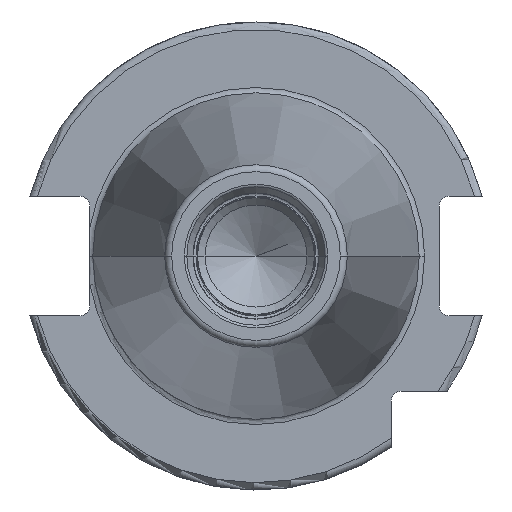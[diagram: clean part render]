
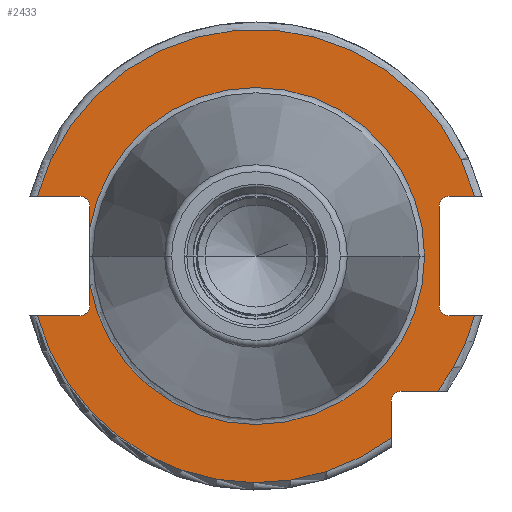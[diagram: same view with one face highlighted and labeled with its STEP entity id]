
A CAD part, left-side view. The second image highlights one B-rep face of the part: STEP entity #2433.
In plain terms, the highlighted planar face has unit normal (-1, 0, 0).
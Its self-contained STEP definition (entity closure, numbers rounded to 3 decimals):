
#105=CARTESIAN_POINT('',(3.2,22.55,-3.842));
#117=CARTESIAN_POINT('',(3.2,0.,0.));
#118=DIRECTION('',(-1.,0.,0.));
#119=DIRECTION('',(0.,0.986,-0.168));
#120=AXIS2_PLACEMENT_3D('',#117,#118,#119);
#135=CARTESIAN_POINT('',(3.2,23.9,-6.75));
#136=DIRECTION('',(1.,0.,0.));
#137=DIRECTION('',(0.,-1.,0.));
#138=AXIS2_PLACEMENT_3D('',#135,#136,#137);
#221=CARTESIAN_POINT('',(3.2,23.9,6.75));
#222=DIRECTION('',(1.,0.,0.));
#223=DIRECTION('',(0.,0.,1.));
#224=AXIS2_PLACEMENT_3D('',#221,#222,#223);
#266=CARTESIAN_POINT('',(3.2,-26.2,6.75));
#267=DIRECTION('',(1.,0.,0.));
#268=DIRECTION('',(0.,1.,0.));
#269=AXIS2_PLACEMENT_3D('',#266,#267,#268);
#284=CARTESIAN_POINT('',(3.2,-26.2,-6.75));
#285=DIRECTION('',(1.,0.,0.));
#286=DIRECTION('',(0.,0.,-1.));
#287=AXIS2_PLACEMENT_3D('',#284,#285,#286);
#351=DIRECTION('',(0.,0.,-1.));
#352=VECTOR('',#351,2.908);
#353=CARTESIAN_POINT('',(3.2,22.55,6.75));
#354=LINE('',#353,#352);
#355=DIRECTION('',(0.,-1.,0.));
#356=VECTOR('',#355,5.777);
#357=CARTESIAN_POINT('',(3.2,29.677,8.1));
#358=LINE('',#357,#356);
#359=CARTESIAN_POINT('',(3.2,0.,0.));
#360=DIRECTION('',(1.,0.,0.));
#361=DIRECTION('',(0.,0.965,0.263));
#362=AXIS2_PLACEMENT_3D('',#359,#360,#361);
#364=DIRECTION('',(0.,1.,0.));
#365=VECTOR('',#364,3.477);
#366=CARTESIAN_POINT('',(3.2,-29.677,8.1));
#367=LINE('',#366,#365);
#368=DIRECTION('',(0.,0.,1.));
#369=VECTOR('',#368,13.5);
#370=CARTESIAN_POINT('',(3.2,-24.85,-6.75));
#371=LINE('',#370,#369);
#372=DIRECTION('',(0.,1.,0.));
#373=VECTOR('',#372,3.477);
#374=CARTESIAN_POINT('',(3.2,-29.677,-8.1));
#375=LINE('',#374,#373);
#376=CARTESIAN_POINT('',(3.2,0.,0.));
#377=DIRECTION('',(-1.,0.,0.));
#378=DIRECTION('',(0.,-0.803,-0.597));
#379=AXIS2_PLACEMENT_3D('',#376,#377,#378);
#381=DIRECTION('',(0.,-1.,0.));
#382=VECTOR('',#381,4.99);
#383=CARTESIAN_POINT('',(3.2,-19.7,-18.35));
#384=LINE('',#383,#382);
#385=DIRECTION('',(0.,0.,1.));
#386=VECTOR('',#385,4.99);
#387=CARTESIAN_POINT('',(3.2,-18.35,-24.69));
#388=LINE('',#387,#386);
#389=CARTESIAN_POINT('',(3.2,0.,0.));
#390=DIRECTION('',(-1.,0.,0.));
#391=DIRECTION('',(0.,0.965,-0.263));
#392=AXIS2_PLACEMENT_3D('',#389,#390,#391);
#394=DIRECTION('',(0.,-1.,0.));
#395=VECTOR('',#394,5.777);
#396=CARTESIAN_POINT('',(3.2,29.677,-8.1));
#397=LINE('',#396,#395);
#398=DIRECTION('',(0.,0.,-1.));
#399=VECTOR('',#398,2.908);
#400=CARTESIAN_POINT('',(3.2,22.55,-3.842));
#401=LINE('',#400,#399);
#411=CARTESIAN_POINT('',(3.2,29.677,8.1));
#418=CARTESIAN_POINT('',(3.2,-29.677,8.1));
#838=CARTESIAN_POINT('',(3.2,29.677,-8.1));
#874=CARTESIAN_POINT('',(3.2,-29.677,-8.1));
#901=CARTESIAN_POINT('',(3.2,-19.7,-19.7));
#902=DIRECTION('',(1.,0.,0.));
#903=DIRECTION('',(0.,1.,0.));
#904=AXIS2_PLACEMENT_3D('',#901,#902,#903);
#972=CARTESIAN_POINT('',(3.2,22.55,3.842));
#983=CARTESIAN_POINT('',(3.2,0.,0.));
#984=DIRECTION('',(1.,0.,0.));
#985=DIRECTION('',(0.,0.986,0.168));
#986=AXIS2_PLACEMENT_3D('',#983,#984,#985);
#1596=CARTESIAN_POINT('',(3.2,-22.875,0.));
#1598=VERTEX_POINT('',#1596);
#1738=VERTEX_POINT('',#972);
#1740=VERTEX_POINT('',#105);
#1743=VERTEX_POINT('',#411);
#1744=VERTEX_POINT('',#418);
#1747=VERTEX_POINT('',#838);
#1748=VERTEX_POINT('',#874);
#1763=CARTESIAN_POINT('',(3.2,-18.35,-24.69));
#1764=VERTEX_POINT('',#1763);
#1766=CARTESIAN_POINT('',(3.2,23.9,-8.1));
#1768=VERTEX_POINT('',#1766);
#1770=CARTESIAN_POINT('',(3.2,23.9,8.1));
#1772=VERTEX_POINT('',#1770);
#1774=CARTESIAN_POINT('',(3.2,-24.85,-6.75));
#1776=VERTEX_POINT('',#1774);
#1778=CARTESIAN_POINT('',(3.2,-26.2,-8.1));
#1780=VERTEX_POINT('',#1778);
#1782=CARTESIAN_POINT('',(3.2,-26.2,8.1));
#1784=VERTEX_POINT('',#1782);
#1786=CARTESIAN_POINT('',(3.2,-24.85,6.75));
#1788=VERTEX_POINT('',#1786);
#1795=CARTESIAN_POINT('',(3.2,22.55,6.75));
#1796=VERTEX_POINT('',#1795);
#1797=CARTESIAN_POINT('',(3.2,22.55,-6.75));
#1798=VERTEX_POINT('',#1797);
#1799=CARTESIAN_POINT('',(3.2,-19.7,-18.35));
#1800=CARTESIAN_POINT('',(3.2,-24.69,-18.35));
#1801=VERTEX_POINT('',#1799);
#1802=VERTEX_POINT('',#1800);
#1803=CARTESIAN_POINT('',(3.2,-18.35,-19.7));
#1804=VERTEX_POINT('',#1803);
#2400=CARTESIAN_POINT('',(3.2,0.,0.));
#2401=DIRECTION('',(1.,0.,0.));
#2402=DIRECTION('',(0.,-1.,0.));
#2403=AXIS2_PLACEMENT_3D('',#2400,#2401,#2402);
#2404=PLANE('',#2403);
#2405=ORIENTED_EDGE('',*,*,#2064,.F.);
#2406=ORIENTED_EDGE('',*,*,#2175,.F.);
#2407=ORIENTED_EDGE('',*,*,#2209,.F.);
#2409=ORIENTED_EDGE('',*,*,#2408,.T.);
#2410=ORIENTED_EDGE('',*,*,#2235,.T.);
#2411=ORIENTED_EDGE('',*,*,#2271,.F.);
#2412=ORIENTED_EDGE('',*,*,#2283,.F.);
#2413=ORIENTED_EDGE('',*,*,#2299,.F.);
#2414=ORIENTED_EDGE('',*,*,#2333,.F.);
#2416=ORIENTED_EDGE('',*,*,#2415,.F.);
#2418=ORIENTED_EDGE('',*,*,#2417,.F.);
#2420=ORIENTED_EDGE('',*,*,#2419,.F.);
#2422=ORIENTED_EDGE('',*,*,#2421,.F.);
#2424=ORIENTED_EDGE('',*,*,#2423,.F.);
#2425=ORIENTED_EDGE('',*,*,#2373,.T.);
#2426=ORIENTED_EDGE('',*,*,#2084,.F.);
#2427=ORIENTED_EDGE('',*,*,#2069,.F.);
#2428=ORIENTED_EDGE('',*,*,#2046,.T.);
#2430=ORIENTED_EDGE('',*,*,#2429,.F.);
#2431=EDGE_LOOP('',(#2405,#2406,#2407,#2409,#2410,#2411,#2412,#2413,#2414,#2416,
#2418,#2420,#2422,#2424,#2425,#2426,#2427,#2428,#2430));
#2432=FACE_OUTER_BOUND('',#2431,.F.);
#2433=ADVANCED_FACE('',(#2432),#2404,.F.);
#121=CIRCLE('',#120,22.875);
#139=CIRCLE('',#138,1.35);
#225=CIRCLE('',#224,1.35);
#270=CIRCLE('',#269,1.35);
#288=CIRCLE('',#287,1.35);
#363=CIRCLE('',#362,30.763);
#380=CIRCLE('',#379,30.763);
#393=CIRCLE('',#392,30.763);
#905=CIRCLE('',#904,1.35);
#987=CIRCLE('',#986,22.875);
#2046=EDGE_CURVE('',#1740,#1598,#121,.T.);
#2064=EDGE_CURVE('',#1796,#1738,#354,.T.);
#2069=EDGE_CURVE('',#1740,#1798,#401,.T.);
#2084=EDGE_CURVE('',#1798,#1768,#139,.T.);
#2175=EDGE_CURVE('',#1772,#1796,#225,.T.);
#2209=EDGE_CURVE('',#1743,#1772,#358,.T.);
#2235=EDGE_CURVE('',#1744,#1784,#367,.T.);
#2271=EDGE_CURVE('',#1788,#1784,#270,.T.);
#2283=EDGE_CURVE('',#1776,#1788,#371,.T.);
#2299=EDGE_CURVE('',#1780,#1776,#288,.T.);
#2333=EDGE_CURVE('',#1748,#1780,#375,.T.);
#2373=EDGE_CURVE('',#1747,#1768,#397,.T.);
#2408=EDGE_CURVE('',#1743,#1744,#363,.T.);
#2415=EDGE_CURVE('',#1802,#1748,#380,.T.);
#2417=EDGE_CURVE('',#1801,#1802,#384,.T.);
#2419=EDGE_CURVE('',#1804,#1801,#905,.T.);
#2421=EDGE_CURVE('',#1764,#1804,#388,.T.);
#2423=EDGE_CURVE('',#1747,#1764,#393,.T.);
#2429=EDGE_CURVE('',#1738,#1598,#987,.T.);
